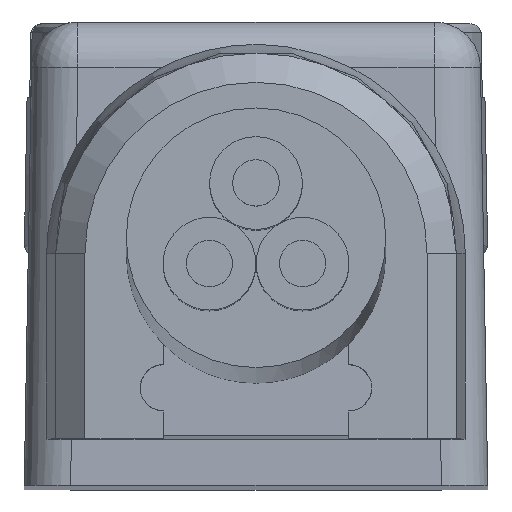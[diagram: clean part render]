
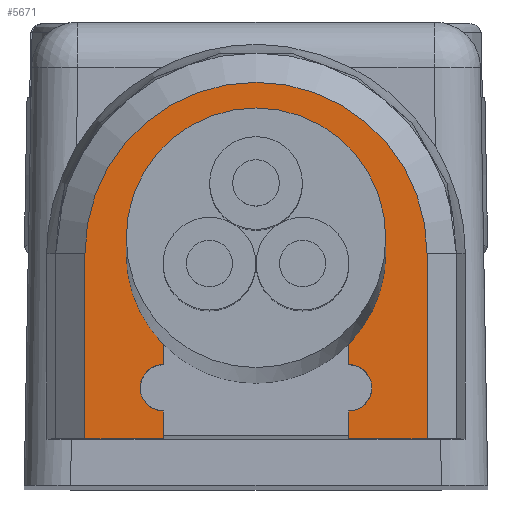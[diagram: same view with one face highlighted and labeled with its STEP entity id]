
A CAD part, top view. The second image highlights one B-rep face of the part: STEP entity #5671.
In plain terms, the highlighted planar face has unit normal (0, 0, 1).
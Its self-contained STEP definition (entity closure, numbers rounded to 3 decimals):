
#127=CARTESIAN_POINT('',(0.,2.5,16.));
#128=DIRECTION('',(0.,0.,-1.));
#129=DIRECTION('',(-1.,0.,0.));
#130=AXIS2_PLACEMENT_3D('',#127,#128,#129);
#132=CARTESIAN_POINT('',(0.,2.5,16.));
#133=DIRECTION('',(0.,0.,-1.));
#134=DIRECTION('',(-0.714,-0.7,0.));
#135=AXIS2_PLACEMENT_3D('',#132,#133,#134);
#137=DIRECTION('',(0.,-1.,0.));
#138=VECTOR('',#137,0.22);
#139=CARTESIAN_POINT('',(-1.,1.52,16.));
#140=LINE('',#139,#138);
#141=CARTESIAN_POINT('',(-1.,1.05,16.));
#142=DIRECTION('',(0.,0.,1.));
#143=DIRECTION('',(0.,1.,0.));
#144=AXIS2_PLACEMENT_3D('',#141,#142,#143);
#146=DIRECTION('',(0.,1.,0.));
#147=VECTOR('',#146,0.3);
#148=CARTESIAN_POINT('',(-1.,0.5,16.));
#149=LINE('',#148,#147);
#150=DIRECTION('',(1.,0.,0.));
#151=VECTOR('',#150,0.845);
#152=CARTESIAN_POINT('',(-1.845,0.5,16.));
#153=LINE('',#152,#151);
#154=DIRECTION('',(0.,-1.,0.));
#155=VECTOR('',#154,2.);
#156=CARTESIAN_POINT('',(-1.845,2.5,16.));
#157=LINE('',#156,#155);
#158=CARTESIAN_POINT('',(0.,2.5,16.));
#159=DIRECTION('',(0.,0.,1.));
#160=DIRECTION('',(1.,0.,0.));
#161=AXIS2_PLACEMENT_3D('',#158,#159,#160);
#163=DIRECTION('',(0.,1.,0.));
#164=VECTOR('',#163,2.);
#165=CARTESIAN_POINT('',(1.845,0.5,16.));
#166=LINE('',#165,#164);
#167=DIRECTION('',(1.,0.,0.));
#168=VECTOR('',#167,0.845);
#169=CARTESIAN_POINT('',(1.,0.5,16.));
#170=LINE('',#169,#168);
#171=DIRECTION('',(0.,1.,0.));
#172=VECTOR('',#171,0.3);
#173=CARTESIAN_POINT('',(1.,0.5,16.));
#174=LINE('',#173,#172);
#175=CARTESIAN_POINT('',(1.,1.05,16.));
#176=DIRECTION('',(0.,0.,1.));
#177=DIRECTION('',(0.,-1.,0.));
#178=AXIS2_PLACEMENT_3D('',#175,#176,#177);
#180=DIRECTION('',(0.,1.,0.));
#181=VECTOR('',#180,0.22);
#182=CARTESIAN_POINT('',(1.,1.3,16.));
#183=LINE('',#182,#181);
#184=CARTESIAN_POINT('',(0.,2.5,16.));
#185=DIRECTION('',(0.,0.,-1.));
#186=DIRECTION('',(1.,0.,0.));
#187=AXIS2_PLACEMENT_3D('',#184,#185,#186);
#4979=CARTESIAN_POINT('',(-1.,1.3,16.));
#4980=CARTESIAN_POINT('',(-1.,0.8,16.));
#4981=VERTEX_POINT('',#4979);
#4982=VERTEX_POINT('',#4980);
#4983=CARTESIAN_POINT('',(-1.,0.5,16.));
#4984=VERTEX_POINT('',#4983);
#4985=CARTESIAN_POINT('',(1.,0.5,16.));
#4986=CARTESIAN_POINT('',(1.,0.8,16.));
#4987=VERTEX_POINT('',#4985);
#4988=VERTEX_POINT('',#4986);
#4989=CARTESIAN_POINT('',(1.,1.3,16.));
#4990=VERTEX_POINT('',#4989);
#4999=CARTESIAN_POINT('',(-1.845,0.5,16.));
#5001=VERTEX_POINT('',#4999);
#5005=CARTESIAN_POINT('',(-1.845,2.5,16.));
#5006=VERTEX_POINT('',#5005);
#5007=CARTESIAN_POINT('',(1.845,2.5,16.));
#5008=VERTEX_POINT('',#5007);
#5012=CARTESIAN_POINT('',(1.845,0.5,16.));
#5014=VERTEX_POINT('',#5012);
#5079=CARTESIAN_POINT('',(-1.4,2.5,16.));
#5080=CARTESIAN_POINT('',(1.4,2.5,16.));
#5081=VERTEX_POINT('',#5079);
#5082=VERTEX_POINT('',#5080);
#5083=CARTESIAN_POINT('',(1.,1.52,16.));
#5084=VERTEX_POINT('',#5083);
#5085=CARTESIAN_POINT('',(-1.,1.52,16.));
#5086=VERTEX_POINT('',#5085);
#5640=CARTESIAN_POINT('',(0.,2.5,16.));
#5641=DIRECTION('',(0.,0.,1.));
#5642=DIRECTION('',(-1.,0.,0.));
#5643=AXIS2_PLACEMENT_3D('',#5640,#5641,#5642);
#5644=PLANE('',#5643);
#5646=ORIENTED_EDGE('',*,*,#5645,.F.);
#5648=ORIENTED_EDGE('',*,*,#5647,.F.);
#5649=ORIENTED_EDGE('',*,*,#5620,.T.);
#5650=ORIENTED_EDGE('',*,*,#5634,.T.);
#5651=ORIENTED_EDGE('',*,*,#5583,.F.);
#5652=ORIENTED_EDGE('',*,*,#5549,.F.);
#5654=ORIENTED_EDGE('',*,*,#5653,.F.);
#5656=ORIENTED_EDGE('',*,*,#5655,.F.);
#5658=ORIENTED_EDGE('',*,*,#5657,.F.);
#5660=ORIENTED_EDGE('',*,*,#5659,.F.);
#5662=ORIENTED_EDGE('',*,*,#5661,.T.);
#5664=ORIENTED_EDGE('',*,*,#5663,.T.);
#5666=ORIENTED_EDGE('',*,*,#5665,.T.);
#5668=ORIENTED_EDGE('',*,*,#5667,.F.);
#5669=EDGE_LOOP('',(#5646,#5648,#5649,#5650,#5651,#5652,#5654,#5656,#5658,#5660,
#5662,#5664,#5666,#5668));
#5670=FACE_OUTER_BOUND('',#5669,.F.);
#5671=ADVANCED_FACE('',(#5670),#5644,.T.);
#131=CIRCLE('',#130,1.4);
#136=CIRCLE('',#135,1.4);
#145=CIRCLE('',#144,0.25);
#162=CIRCLE('',#161,1.845);
#179=CIRCLE('',#178,0.25);
#188=CIRCLE('',#187,1.4);
#5549=EDGE_CURVE('',#5001,#4984,#153,.T.);
#5583=EDGE_CURVE('',#4984,#4982,#149,.T.);
#5620=EDGE_CURVE('',#5086,#4981,#140,.T.);
#5634=EDGE_CURVE('',#4981,#4982,#145,.T.);
#5645=EDGE_CURVE('',#5081,#5082,#131,.T.);
#5647=EDGE_CURVE('',#5086,#5081,#136,.T.);
#5653=EDGE_CURVE('',#5006,#5001,#157,.T.);
#5655=EDGE_CURVE('',#5008,#5006,#162,.T.);
#5657=EDGE_CURVE('',#5014,#5008,#166,.T.);
#5659=EDGE_CURVE('',#4987,#5014,#170,.T.);
#5661=EDGE_CURVE('',#4987,#4988,#174,.T.);
#5663=EDGE_CURVE('',#4988,#4990,#179,.T.);
#5665=EDGE_CURVE('',#4990,#5084,#183,.T.);
#5667=EDGE_CURVE('',#5082,#5084,#188,.T.);
